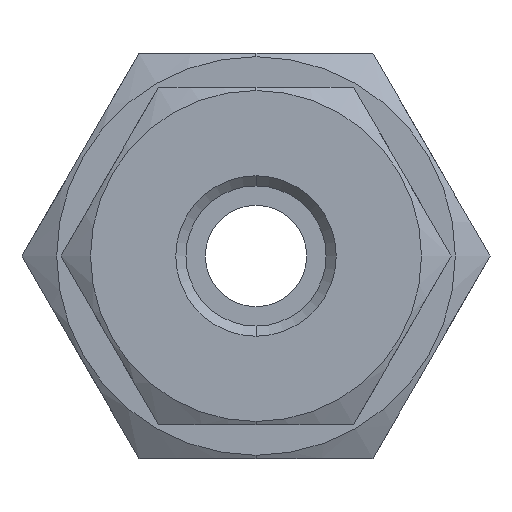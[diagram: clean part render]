
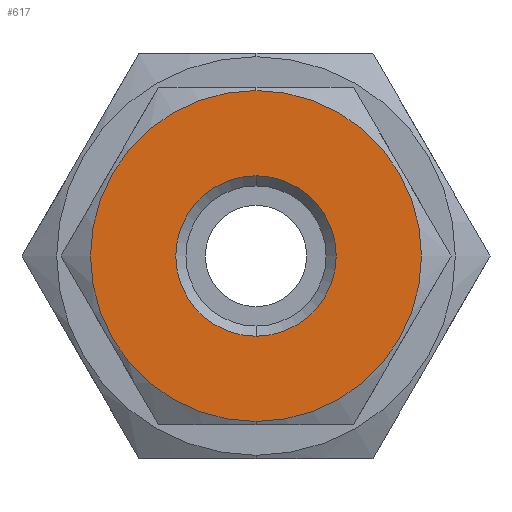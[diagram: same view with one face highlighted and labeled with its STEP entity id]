
A CAD part, front view. The second image highlights one B-rep face of the part: STEP entity #617.
In plain terms, the highlighted planar face has unit normal (0, -1, 0).
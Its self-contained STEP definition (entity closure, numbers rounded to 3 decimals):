
#93 = DIRECTION ( 'NONE',  ( 0., 1., 0. ) ) ;
#96 = CARTESIAN_POINT ( 'NONE',  ( -4.9, -7.559, 0. ) ) ;
#98 = DIRECTION ( 'NONE',  ( 0., 0., -1. ) ) ;
#100 = PLANE ( 'NONE',  #1985 ) ;
#188 = DIRECTION ( 'NONE',  ( 0., 0., -1. ) ) ;
#200 = DIRECTION ( 'NONE',  ( 0., 1., 0. ) ) ;
#202 = CARTESIAN_POINT ( 'NONE',  ( 0., -7.559, 0. ) ) ;
#232 = EDGE_LOOP ( 'NONE', ( #2760, #2737 ) ) ;
#249 = EDGE_LOOP ( 'NONE', ( #2200, #2640 ) ) ;
#517 = EDGE_CURVE ( 'NONE', #2067, #2109, #1905, .T. ) ;
#529 = EDGE_CURVE ( 'NONE', #2052, #2046, #1891, .T. ) ;
#553 = EDGE_CURVE ( 'NONE', #2109, #2067, #1875, .T. ) ;
#562 = EDGE_CURVE ( 'NONE', #2046, #2052, #1948, .T. ) ;
#617 = ADVANCED_FACE ( 'NONE', ( #1283, #1224 ), #100, .F. ) ;
#740 = CARTESIAN_POINT ( 'NONE',  ( 0., -7.559, 0. ) ) ;
#759 = DIRECTION ( 'NONE',  ( 0., -1., 0. ) ) ;
#762 = DIRECTION ( 'NONE',  ( 0., 0., 1. ) ) ;
#800 = CARTESIAN_POINT ( 'NONE',  ( 0., -7.559, -4.9 ) ) ;
#816 = CARTESIAN_POINT ( 'NONE',  ( 0., -7.559, -2.375 ) ) ;
#818 = CARTESIAN_POINT ( 'NONE',  ( 0., -7.559, 4.9 ) ) ;
#910 = CARTESIAN_POINT ( 'NONE',  ( 0., -7.559, 2.375 ) ) ;
#1224 = FACE_OUTER_BOUND ( 'NONE', #249, .T. ) ;
#1283 = FACE_BOUND ( 'NONE', #232, .T. ) ;
#1367 = DIRECTION ( 'NONE',  ( 0., 1., 0. ) ) ;
#1427 = DIRECTION ( 'NONE',  ( 0., 0., -1. ) ) ;
#1430 = CARTESIAN_POINT ( 'NONE',  ( 0., -7.559, 0. ) ) ;
#1471 = DIRECTION ( 'NONE',  ( 0., 0., 1. ) ) ;
#1477 = CARTESIAN_POINT ( 'NONE',  ( 0., -7.559, 0. ) ) ;
#1504 = DIRECTION ( 'NONE',  ( 0., -1., 0. ) ) ;
#1875 = CIRCLE ( 'NONE', #1887, 4.9 ) ;
#1887 = AXIS2_PLACEMENT_3D ( 'NONE', #740, #759, #762 ) ;
#1891 = CIRCLE ( 'NONE', #2044, 2.375 ) ;
#1905 = CIRCLE ( 'NONE', #2003, 4.9 ) ;
#1948 = CIRCLE ( 'NONE', #1970, 2.375 ) ;
#1970 = AXIS2_PLACEMENT_3D ( 'NONE', #202, #200, #188 ) ;
#1985 = AXIS2_PLACEMENT_3D ( 'NONE', #96, #93, #98 ) ;
#2003 = AXIS2_PLACEMENT_3D ( 'NONE', #1477, #1504, #1471 ) ;
#2044 = AXIS2_PLACEMENT_3D ( 'NONE', #1430, #1367, #1427 ) ;
#2046 = VERTEX_POINT ( 'NONE', #910 ) ;
#2052 = VERTEX_POINT ( 'NONE', #816 ) ;
#2067 = VERTEX_POINT ( 'NONE', #800 ) ;
#2109 = VERTEX_POINT ( 'NONE', #818 ) ;
#2200 = ORIENTED_EDGE ( 'NONE', *, *, #517, .T. ) ;
#2640 = ORIENTED_EDGE ( 'NONE', *, *, #553, .T. ) ;
#2737 = ORIENTED_EDGE ( 'NONE', *, *, #529, .T. ) ;
#2760 = ORIENTED_EDGE ( 'NONE', *, *, #562, .T. ) ;
